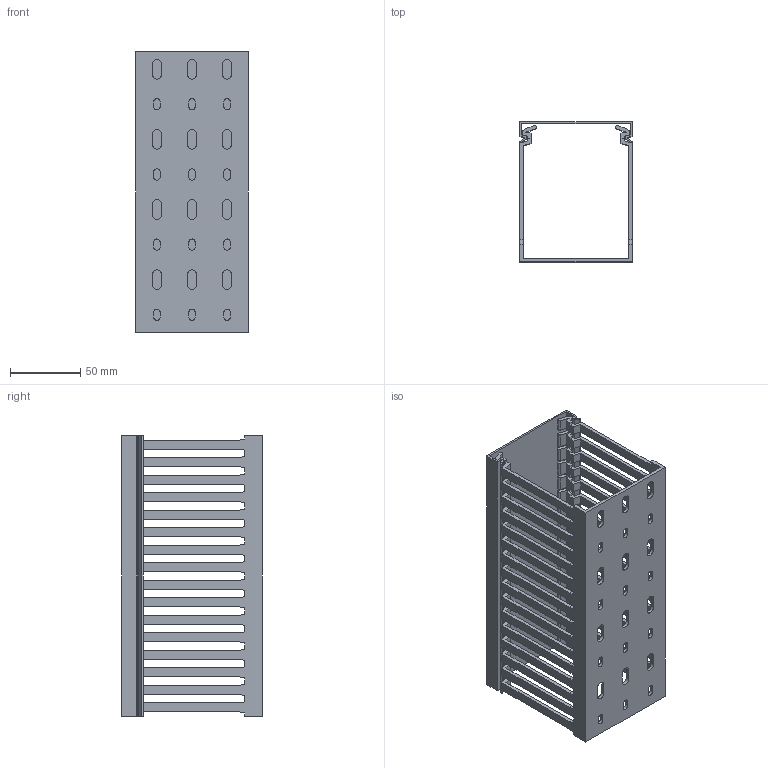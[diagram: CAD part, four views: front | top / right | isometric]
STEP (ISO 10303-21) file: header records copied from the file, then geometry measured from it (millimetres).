
FILE_DESCRIPTION((''),'2;1');
FILE_NAME('HA7100080_ASM','2022-04-08T08:54:46',('pfeiferc'),(''),'CREO PARAMETRIC BY PTC INC, 2021184','CREO PARAMETRIC BY PTC INC, 2021184','');
FILE_SCHEMA(('AUTOMOTIVE_DESIGN { 1 0 10303 214 1 1 1 1 }'));
Length unit declared in the file: millimetre
Products named in the file (3): PROXY_42809-M; PROXY_21056-M; HA7100080_ASM
Assembly tree (2 placements, depth 2):
  HA7100080_ASM
    PROXY_42809-M
    PROXY_21056-M
Bounding box: 80.1 x 100 x 200 mm (x, y, z)
Volume: 128356.7 mm3; surface area: 147165 mm2
Topology: 2 solids, 2 shells, 734 faces, 2252 edges, 1542 vertices
Faces by surface type: plane 616, cylinder 118
Entity records: 33539 total; most frequent: CARTESIAN_POINT 4614, ORIENTED_EDGE 4380, DIRECTION 4237, PRESENTATION_STYLE_ASSIGNMENT 2209, STYLED_ITEM 2209, CURVE_STYLE 2208, EDGE_CURVE 2190, VECTOR 2002
